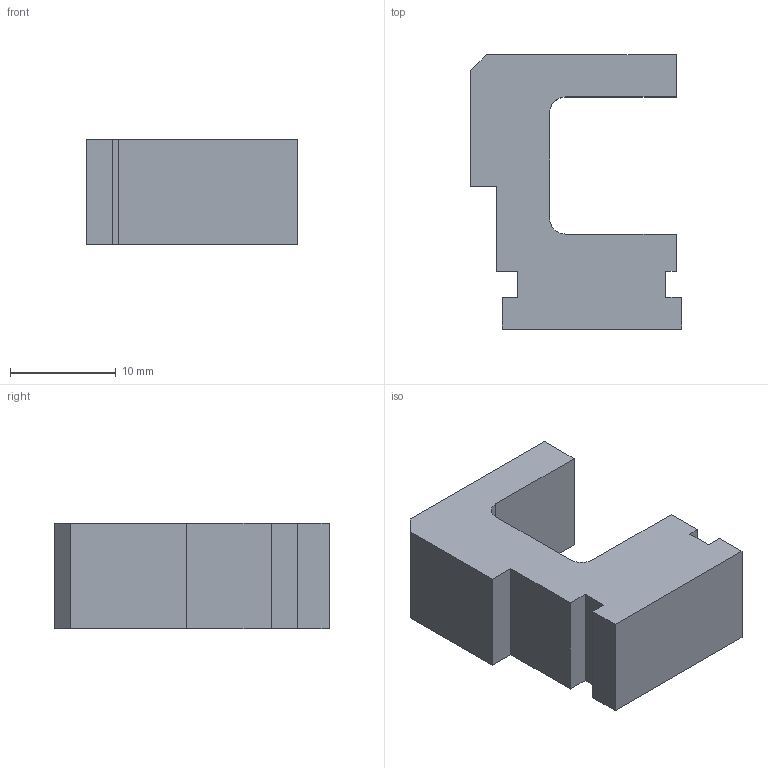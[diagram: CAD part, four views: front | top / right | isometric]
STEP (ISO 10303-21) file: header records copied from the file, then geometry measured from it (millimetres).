
FILE_DESCRIPTION((''),'2;1');
FILE_NAME('930021.stp','2010-09-12T19:51:46',('Jarda'),(''),'Autodesk Inventor 2010','Autodesk Inventor 2010','');
FILE_SCHEMA(('AUTOMOTIVE_DESIGN { 1 0 10303 214 1 1 1 1 }'));
Length unit declared in the file: millimetre
Products named in the file (1): 930021
Bounding box: 20 x 26 x 10 mm (x, y, z)
Volume: 3095.9 mm3; surface area: 1807.5 mm2
Topology: 1 solids, 1 shells, 23 faces, 63 edges, 42 vertices
Faces by surface type: plane 21, cylinder 2
Entity records: 747 total; most frequent: CARTESIAN_POINT 129, ORIENTED_EDGE 126, DIRECTION 115, EDGE_CURVE 63, VECTOR 59, LINE 59, VERTEX_POINT 42, AXIS2_PLACEMENT_3D 28
